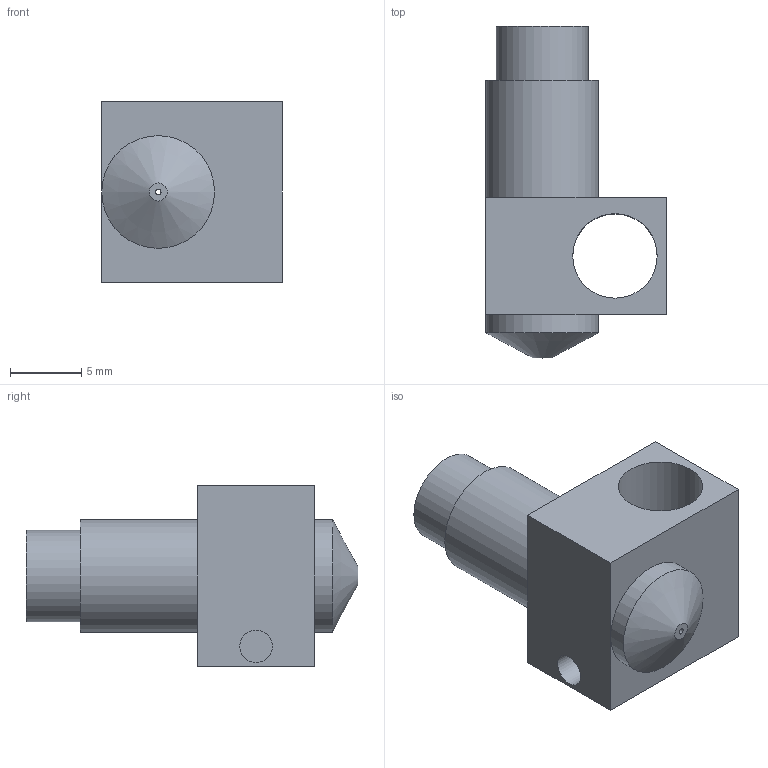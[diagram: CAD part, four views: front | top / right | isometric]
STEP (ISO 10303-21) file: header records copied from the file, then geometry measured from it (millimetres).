
FILE_DESCRIPTION(/* description */ ('Alibre Inc.'),/* implementation_level */ '2;1');
FILE_NAME(/* name */ 'export0',/* time_stamp */ '2015-07-11T13:24:24+12:00',/* author */ (''),/* organization */ (''),/* preprocessor_version */ 'ST-DEVELOPER v14',/* originating_system */ 'Alibre',/* authorisation */ '');
FILE_SCHEMA (('CONFIG_CONTROL_DESIGN'));
Length unit declared in the file: centimetre
Products named in the file (1): ID_1
Bounding box: 12.7 x 23.37 x 12.7 mm (x, y, z)
Volume: 1383.2 mm3; surface area: 1517 mm2
Topology: 1 solids, 1 shells, 19 faces, 39 edges, 25 vertices
Faces by surface type: plane 11, cylinder 7, cone 1
Full cylindrical faces by diameter (mm): 0.4 x1, 2.286 x1, 3.505 x1, 5.944 x1, 6.477 x1, 7.938 x2
Entity records: 515 total; most frequent: CARTESIAN_POINT 68, DIRECTION 67, ORIENTED_EDGE 58, EDGE_LOOP 34, FACE_BOUND 34, AXIS2_PLACEMENT_3D 33, EDGE_CURVE 29, VERTEX_POINT 23
